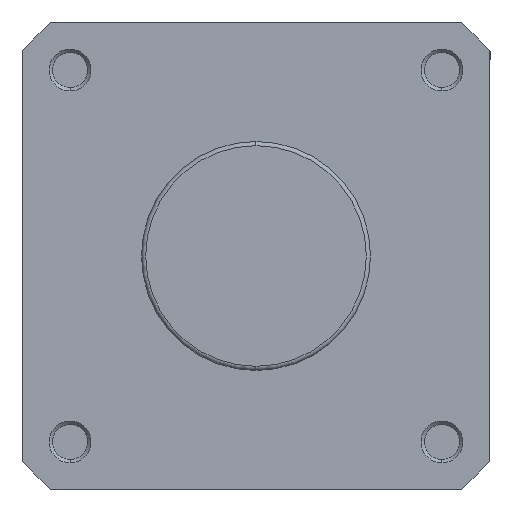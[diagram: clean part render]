
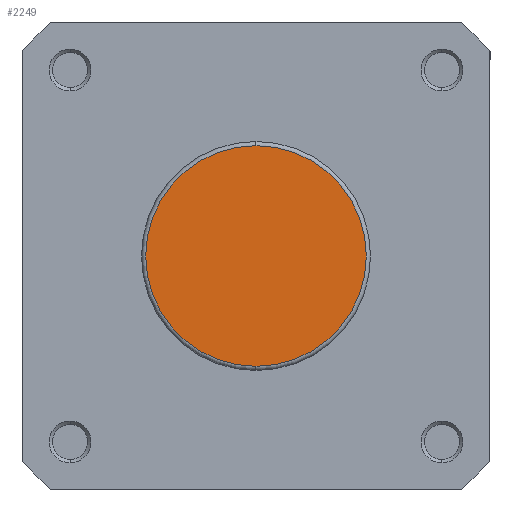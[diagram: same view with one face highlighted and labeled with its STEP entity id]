
A CAD part, left-side view. The second image highlights one B-rep face of the part: STEP entity #2249.
In plain terms, the highlighted planar face has unit normal (-1, 0, 0).
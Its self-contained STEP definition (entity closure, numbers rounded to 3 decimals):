
#201 = CIRCLE ( 'NONE', #748, 26.4 ) ;
#281 = EDGE_CURVE ( 'NONE', #4000, #3998, #201, .T. ) ;
#687 = EDGE_CURVE ( 'NONE', #3998, #4000, #1778, .T. ) ;
#748 = AXIS2_PLACEMENT_3D ( 'NONE', #4143, #4144, #4145 ) ;
#877 = AXIS2_PLACEMENT_3D ( 'NONE', #5131, #5138, #5139 ) ;
#1778 = CIRCLE ( 'NONE', #877, 26.4 ) ;
#1984 = FACE_OUTER_BOUND ( 'NONE', #2386, .T. ) ;
#2249 = ADVANCED_FACE ( 'NONE', ( #1984 ), #5481, .F. ) ;
#2386 = EDGE_LOOP ( 'NONE', ( #3738, #3661 ) ) ;
#2389 = AXIS2_PLACEMENT_3D ( 'NONE', #5482, #5491, #5492 ) ;
#3486 = CARTESIAN_POINT ( 'NONE',  ( 0., 0., 26.4 ) ) ;
#3488 = CARTESIAN_POINT ( 'NONE',  ( 0., 0., -26.4 ) ) ;
#3661 = ORIENTED_EDGE ( 'NONE', *, *, #687, .T. ) ;
#3738 = ORIENTED_EDGE ( 'NONE', *, *, #281, .T. ) ;
#3998 = VERTEX_POINT ( 'NONE', #3486 ) ;
#4000 = VERTEX_POINT ( 'NONE', #3488 ) ;
#4143 = CARTESIAN_POINT ( 'NONE',  ( 0., 0., 0. ) ) ;
#4144 = DIRECTION ( 'NONE',  ( -1., 0., 0. ) ) ;
#4145 = DIRECTION ( 'NONE',  ( 0., 0., -1. ) ) ;
#5131 = CARTESIAN_POINT ( 'NONE',  ( 0., 0., 0. ) ) ;
#5138 = DIRECTION ( 'NONE',  ( -1., 0., 0. ) ) ;
#5139 = DIRECTION ( 'NONE',  ( 0., 0., -1. ) ) ;
#5481 = PLANE ( 'NONE',  #2389 ) ;
#5482 = CARTESIAN_POINT ( 'NONE',  ( 0., 27.4, 0. ) ) ;
#5491 = DIRECTION ( 'NONE',  ( 1., 0., 0. ) ) ;
#5492 = DIRECTION ( 'NONE',  ( 0., 0., -1. ) ) ;
